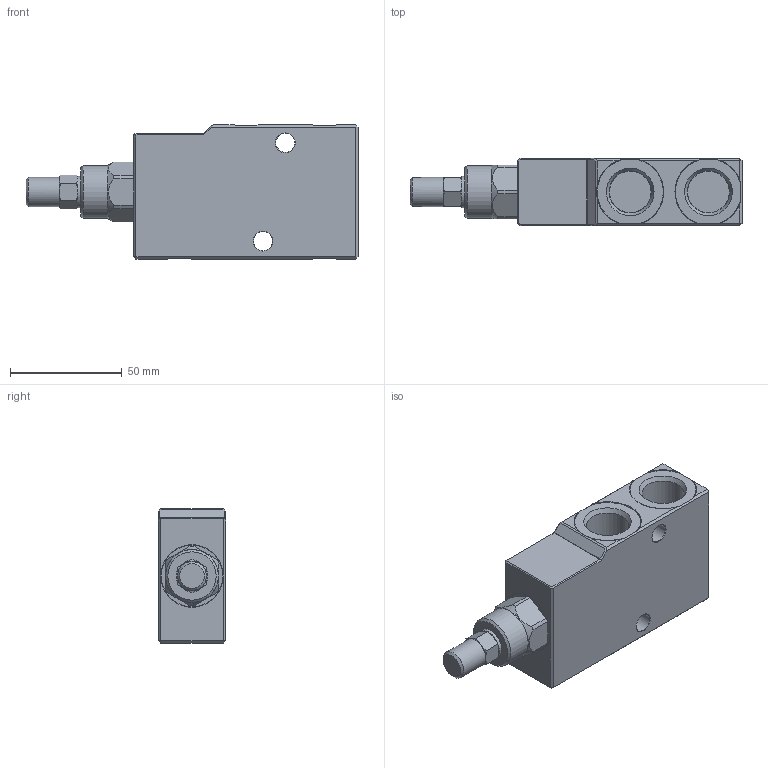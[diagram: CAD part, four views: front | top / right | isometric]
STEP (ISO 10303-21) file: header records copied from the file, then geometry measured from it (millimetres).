
FILE_DESCRIPTION(/* description */ ('Unknown'),/* implementation_level */ '2;1');
FILE_NAME(/* name */ 'V0412',/* time_stamp */ '2017-05-24T08:19:31+02:00',/* author */ ('Unknown'),/* organization */ ('Unknown'),/* preprocessor_version */ 'ST-DEVELOPER v16.7',/* originating_system */ 'DEX',/* authorisation */ $);
FILE_SCHEMA (('AUTOMOTIVE_DESIGN {1 0 10303 214 3 1 1}'));
Length unit declared in the file: millimetre
Products named in the file (1): V0412
Bounding box: 148.5 x 30 x 60 mm (x, y, z)
Volume: 164761.2 mm3; surface area: 29401.9 mm2
Topology: 1 solids, 1 shells, 157 faces, 405 edges, 245 vertices
Faces by surface type: plane 67, cylinder 33, cone 23, torus 22, bspline 12
Full cylindrical faces by diameter (mm): 8.5 x2, 13 x1, 14 x1, 19 x8, 23.6 x1, 28 x1
Entity records: 7051 total; most frequent: CARTESIAN_POINT 2509, DIRECTION 701, ORIENTED_EDGE 682, EDGE_CURVE 341, AXIS2_PLACEMENT_3D 288, VERTEX_POINT 224, EDGE_LOOP 199, FACE_BOUND 199
